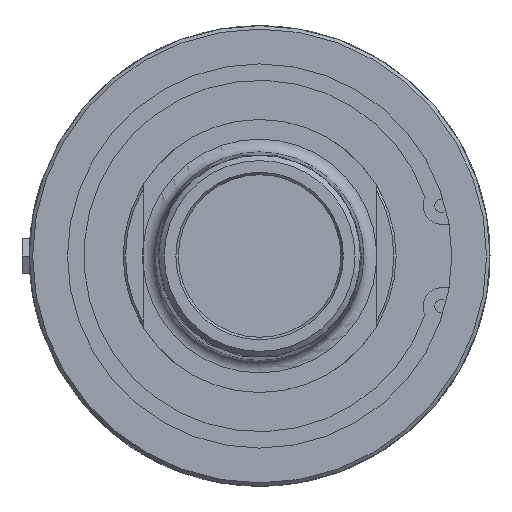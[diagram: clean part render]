
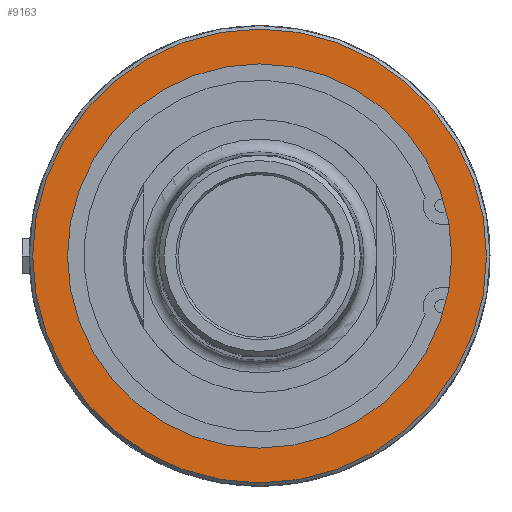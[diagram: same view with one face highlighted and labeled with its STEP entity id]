
A CAD part, left-side view. The second image highlights one B-rep face of the part: STEP entity #9163.
In plain terms, the highlighted planar face has unit normal (-1, 0, 0).
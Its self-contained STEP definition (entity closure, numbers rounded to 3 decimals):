
#292=FACE_BOUND('',#1778,.T.);
#743=PLANE('',#9914);
#1214=FACE_OUTER_BOUND('',#1777,.T.);
#1777=EDGE_LOOP('',(#8321));
#1778=EDGE_LOOP('',(#8322,#8323));
#3609=CIRCLE('',#9912,53.2);
#3610=CIRCLE('',#9915,45.035);
#3611=CIRCLE('',#9916,45.035);
#4473=VERTEX_POINT('',#58119);
#4474=VERTEX_POINT('',#58124);
#4475=VERTEX_POINT('',#58125);
#5775=EDGE_CURVE('',#4473,#4473,#3609,.T.);
#5776=EDGE_CURVE('',#4474,#4475,#3610,.T.);
#5777=EDGE_CURVE('',#4475,#4474,#3611,.T.);
#8321=ORIENTED_EDGE('',*,*,#5775,.F.);
#8322=ORIENTED_EDGE('',*,*,#5776,.T.);
#8323=ORIENTED_EDGE('',*,*,#5777,.T.);
#9163=ADVANCED_FACE('',(#1214,#292),#743,.F.);
#9912=AXIS2_PLACEMENT_3D('',#58121,#11813,#11814);
#9914=AXIS2_PLACEMENT_3D('',#58123,#11817,#11818);
#9915=AXIS2_PLACEMENT_3D('',#58126,#11819,#11820);
#9916=AXIS2_PLACEMENT_3D('',#58127,#11821,#11822);
#11813=DIRECTION('center_axis',(1.,0.,0.));
#11814=DIRECTION('ref_axis',(0.,-1.,0.));
#11817=DIRECTION('center_axis',(1.,0.,0.));
#11818=DIRECTION('ref_axis',(0.,0.,-1.));
#11819=DIRECTION('center_axis',(1.,0.,0.));
#11820=DIRECTION('ref_axis',(0.,1.,0.));
#11821=DIRECTION('center_axis',(1.,0.,0.));
#11822=DIRECTION('ref_axis',(0.,1.,0.));
#58119=CARTESIAN_POINT('',(2.,53.2,0.));
#58121=CARTESIAN_POINT('Origin',(2.,0.,0.));
#58123=CARTESIAN_POINT('Origin',(2.,27.,0.));
#58124=CARTESIAN_POINT('',(2.,45.035,0.));
#58125=CARTESIAN_POINT('',(2.,-45.035,0.));
#58126=CARTESIAN_POINT('Origin',(2.,0.,0.));
#58127=CARTESIAN_POINT('Origin',(2.,0.,0.));
